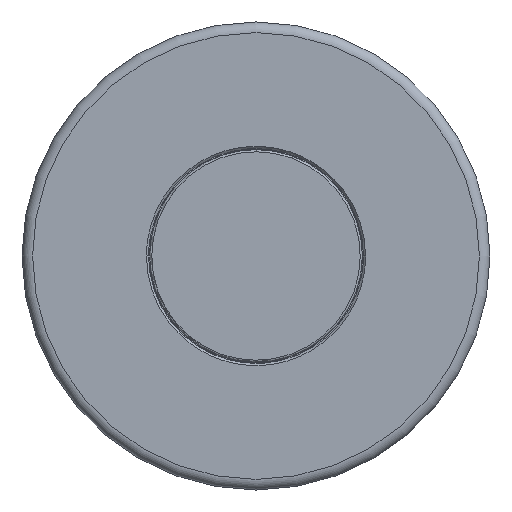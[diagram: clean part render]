
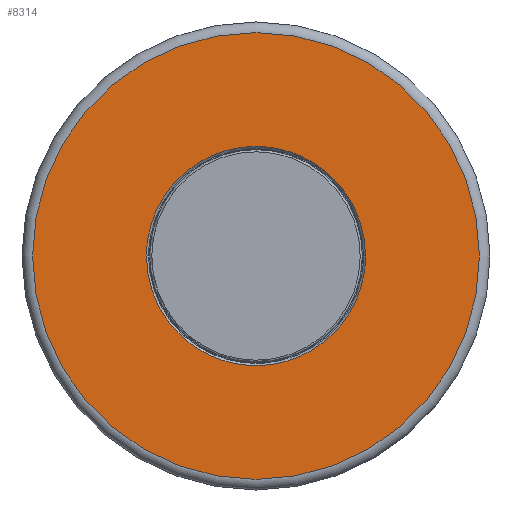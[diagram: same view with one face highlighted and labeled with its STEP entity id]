
A CAD part, front view. The second image highlights one B-rep face of the part: STEP entity #8314.
In plain terms, the highlighted planar face has unit normal (0, -1, 0).
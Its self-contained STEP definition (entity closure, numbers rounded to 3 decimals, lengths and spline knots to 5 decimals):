
#85=FACE_BOUND('',#2007,.T.);
#497=CIRCLE('',#8724,0.41339);
#950=B_SPLINE_CURVE_WITH_KNOTS('',3,(#42273,#42274,#42275,#42276,#42277,
#42278,#42279,#42280,#42281,#42282,#42283,#42284,#42285,#42286,#42287,#42288,
#42289,#42290,#42291,#42292,#42293,#42294),.UNSPECIFIED.,.F.,.F.,(4,2,2,
2,2,2,2,2,2,2,4),(-1.62361,-1.51959,-1.41563,
-1.21433,-1.01302,-0.81181,-0.61059,
-0.40928,-0.20798,-0.10402,0.),
 .UNSPECIFIED.);
#951=B_SPLINE_CURVE_WITH_KNOTS('',3,(#42295,#42296,#42297,#42298,#42299,
#42300,#42301,#42302,#42303,#42304,#42305,#42306,#42307,#42308,#42309,#42310,
#42311,#42312,#42313,#42314,#42315,#42316),.UNSPECIFIED.,.F.,.F.,(4,2,2,
2,2,2,2,2,2,2,4),(-1.62361,-1.51959,-1.41563,
-1.21433,-1.01302,-0.81181,-0.61059,
-0.40928,-0.20798,-0.10402,0.),
 .UNSPECIFIED.);
#1526=FACE_OUTER_BOUND('',#2006,.T.);
#2006=EDGE_LOOP('',(#6956));
#2007=EDGE_LOOP('',(#6957,#6958));
#3692=VERTEX_POINT('',#42269);
#3693=VERTEX_POINT('',#42271);
#3694=VERTEX_POINT('',#42272);
#4833=EDGE_CURVE('',#3692,#3692,#497,.T.);
#4834=EDGE_CURVE('',#3693,#3694,#950,.T.);
#4835=EDGE_CURVE('',#3694,#3693,#951,.T.);
#6956=ORIENTED_EDGE('',*,*,#4833,.F.);
#6957=ORIENTED_EDGE('',*,*,#4834,.F.);
#6958=ORIENTED_EDGE('',*,*,#4835,.F.);
#7996=PLANE('',#8723);
#8314=ADVANCED_FACE('',(#1526,#85),#7996,.T.);
#8723=AXIS2_PLACEMENT_3D('',#42268,#9588,#9589);
#8724=AXIS2_PLACEMENT_3D('',#42270,#9590,#9591);
#9588=DIRECTION('center_axis',(0.,-1.,0.));
#9589=DIRECTION('ref_axis',(0.,0.,
1.));
#9590=DIRECTION('center_axis',(0.,1.,0.));
#9591=DIRECTION('ref_axis',(-1.,0.,0.));
#42268=CARTESIAN_POINT('Origin',(0.,-0.90551,
0.43022));
#42269=CARTESIAN_POINT('',(0.41339,-0.90551,0.));
#42270=CARTESIAN_POINT('Origin',(0.,-0.90551,
0.));
#42271=CARTESIAN_POINT('',(-0.20276,-0.90551,0.));
#42272=CARTESIAN_POINT('',(0.20276,-0.90551,0.));
#42273=CARTESIAN_POINT('Ctrl Pts',(-0.20276,-0.90551,
0.));
#42274=CARTESIAN_POINT('Ctrl Pts',(-0.20275,-0.90551,
-0.01365));
#42275=CARTESIAN_POINT('Ctrl Pts',(-0.20138,-0.90551,
-0.02726));
#42276=CARTESIAN_POINT('Ctrl Pts',(-0.1959,-0.90551,
-0.05403));
#42277=CARTESIAN_POINT('Ctrl Pts',(-0.19182,-0.90551,
-0.06708));
#42278=CARTESIAN_POINT('Ctrl Pts',(-0.17607,-0.90551,
-0.10396));
#42279=CARTESIAN_POINT('Ctrl Pts',(-0.16105,-0.90551,
-0.12597));
#42280=CARTESIAN_POINT('Ctrl Pts',(-0.1234,-0.90551,
-0.16303));
#42281=CARTESIAN_POINT('Ctrl Pts',(-0.10118,-0.90551,
-0.17767));
#42282=CARTESIAN_POINT('Ctrl Pts',(-0.05239,-0.90551,
-0.19764));
#42283=CARTESIAN_POINT('Ctrl Pts',(-0.0263,-0.90551,
-0.20276));
#42284=CARTESIAN_POINT('Ctrl Pts',(0.0263,-0.90551,
-0.20276));
#42285=CARTESIAN_POINT('Ctrl Pts',(0.05239,-0.90551,
-0.19764));
#42286=CARTESIAN_POINT('Ctrl Pts',(0.10118,-0.90551,
-0.17767));
#42287=CARTESIAN_POINT('Ctrl Pts',(0.1234,-0.90551,
-0.16303));
#42288=CARTESIAN_POINT('Ctrl Pts',(0.16105,-0.90551,
-0.12597));
#42289=CARTESIAN_POINT('Ctrl Pts',(0.17607,-0.90551,
-0.10396));
#42290=CARTESIAN_POINT('Ctrl Pts',(0.19182,-0.90551,
-0.06708));
#42291=CARTESIAN_POINT('Ctrl Pts',(0.1959,-0.90551,
-0.05403));
#42292=CARTESIAN_POINT('Ctrl Pts',(0.20138,-0.90551,
-0.02726));
#42293=CARTESIAN_POINT('Ctrl Pts',(0.20275,-0.90551,
-0.01365));
#42294=CARTESIAN_POINT('Ctrl Pts',(0.20276,-0.90551,
0.));
#42295=CARTESIAN_POINT('Ctrl Pts',(0.20276,-0.90551,
0.));
#42296=CARTESIAN_POINT('Ctrl Pts',(0.20275,-0.90551,
0.01365));
#42297=CARTESIAN_POINT('Ctrl Pts',(0.20138,-0.90551,
0.02726));
#42298=CARTESIAN_POINT('Ctrl Pts',(0.1959,-0.90551,
0.05403));
#42299=CARTESIAN_POINT('Ctrl Pts',(0.19182,-0.90551,
0.06708));
#42300=CARTESIAN_POINT('Ctrl Pts',(0.17607,-0.90551,
0.10396));
#42301=CARTESIAN_POINT('Ctrl Pts',(0.16105,-0.90551,
0.12597));
#42302=CARTESIAN_POINT('Ctrl Pts',(0.1234,-0.90551,
0.16303));
#42303=CARTESIAN_POINT('Ctrl Pts',(0.10118,-0.90551,
0.17767));
#42304=CARTESIAN_POINT('Ctrl Pts',(0.05239,-0.90551,
0.19764));
#42305=CARTESIAN_POINT('Ctrl Pts',(0.0263,-0.90551,
0.20276));
#42306=CARTESIAN_POINT('Ctrl Pts',(-0.0263,-0.90551,
0.20276));
#42307=CARTESIAN_POINT('Ctrl Pts',(-0.05239,-0.90551,
0.19764));
#42308=CARTESIAN_POINT('Ctrl Pts',(-0.10118,-0.90551,
0.17767));
#42309=CARTESIAN_POINT('Ctrl Pts',(-0.1234,-0.90551,
0.16303));
#42310=CARTESIAN_POINT('Ctrl Pts',(-0.16105,-0.90551,
0.12597));
#42311=CARTESIAN_POINT('Ctrl Pts',(-0.17607,-0.90551,
0.10396));
#42312=CARTESIAN_POINT('Ctrl Pts',(-0.19182,-0.90551,
0.06708));
#42313=CARTESIAN_POINT('Ctrl Pts',(-0.1959,-0.90551,
0.05403));
#42314=CARTESIAN_POINT('Ctrl Pts',(-0.20138,-0.90551,
0.02726));
#42315=CARTESIAN_POINT('Ctrl Pts',(-0.20275,-0.90551,
0.01365));
#42316=CARTESIAN_POINT('Ctrl Pts',(-0.20276,-0.90551,
0.));
